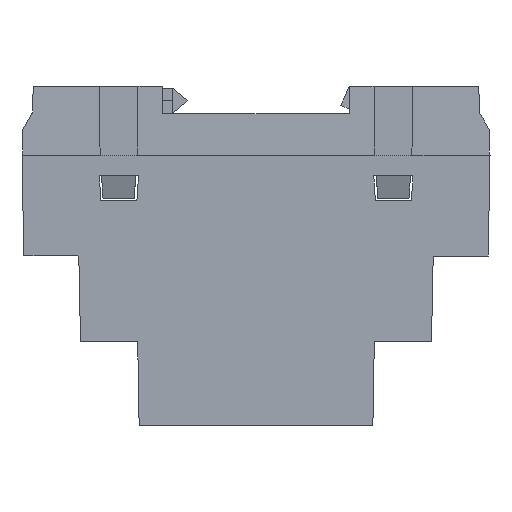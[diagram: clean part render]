
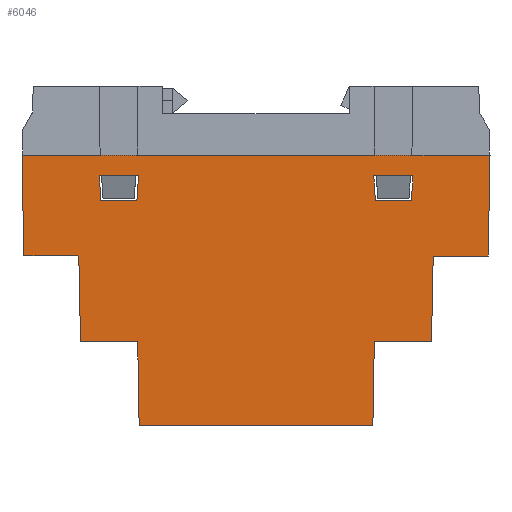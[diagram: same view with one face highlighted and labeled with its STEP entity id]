
A CAD part, front view. The second image highlights one B-rep face of the part: STEP entity #6046.
In plain terms, the highlighted planar face has unit normal (0, -1, -0.017).
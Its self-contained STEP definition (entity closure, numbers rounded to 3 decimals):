
#5875=CARTESIAN_POINT('',(0.,-43.35,-26.075));
#5876=DIRECTION('',(0.,-1.,-0.017));
#5877=DIRECTION('',(0.,0.017,-1.));
#5878=AXIS2_PLACEMENT_3D('',#5875,#5876,#5877);
#5879=PLANE('',#5878);
#5880=CARTESIAN_POINT('',(30.25,-43.731,-4.));
#5881=VERTEX_POINT('',#5880);
#5882=CARTESIAN_POINT('',(29.95,-43.649,-8.75));
#5883=VERTEX_POINT('',#5882);
#5884=CARTESIAN_POINT('',(30.25,-43.731,-4.));
#5885=DIRECTION('',(-0.063,0.017,-0.998));
#5886=VECTOR('',#5885,4.76);
#5887=LINE('',#5884,#5886);
#5888=EDGE_CURVE('',#5881,#5883,#5887,.T.);
#5889=ORIENTED_EDGE('',*,*,#5888,.T.);
#5890=CARTESIAN_POINT('',(23.,-43.649,-8.75));
#5891=VERTEX_POINT('',#5890);
#5892=CARTESIAN_POINT('',(29.95,-43.649,-8.75));
#5893=DIRECTION('',(-1.,-0.,-0.));
#5894=VECTOR('',#5893,6.95);
#5895=LINE('',#5892,#5894);
#5896=EDGE_CURVE('',#5883,#5891,#5895,.T.);
#5897=ORIENTED_EDGE('',*,*,#5896,.T.);
#5898=CARTESIAN_POINT('',(22.7,-43.731,-4.));
#5899=VERTEX_POINT('',#5898);
#5900=CARTESIAN_POINT('',(23.,-43.649,-8.75));
#5901=DIRECTION('',(-0.063,-0.017,0.998));
#5902=VECTOR('',#5901,4.76);
#5903=LINE('',#5900,#5902);
#5904=EDGE_CURVE('',#5891,#5899,#5903,.T.);
#5905=ORIENTED_EDGE('',*,*,#5904,.T.);
#5906=CARTESIAN_POINT('',(22.7,-43.731,-4.));
#5907=DIRECTION('',(1.,0.,0.));
#5908=VECTOR('',#5907,7.55);
#5909=LINE('',#5906,#5908);
#5910=EDGE_CURVE('',#5899,#5881,#5909,.T.);
#5911=ORIENTED_EDGE('',*,*,#5910,.T.);
#5912=EDGE_LOOP('',(#5889,#5897,#5905,#5911));
#5913=FACE_BOUND('',#5912,.T.);
#5914=CARTESIAN_POINT('',(-22.65,-43.731,-4.));
#5915=VERTEX_POINT('',#5914);
#5916=CARTESIAN_POINT('',(-22.95,-43.649,-8.75));
#5917=VERTEX_POINT('',#5916);
#5918=CARTESIAN_POINT('',(-22.65,-43.731,-4.));
#5919=DIRECTION('',(-0.063,0.017,-0.998));
#5920=VECTOR('',#5919,4.76);
#5921=LINE('',#5918,#5920);
#5922=EDGE_CURVE('',#5915,#5917,#5921,.T.);
#5923=ORIENTED_EDGE('',*,*,#5922,.T.);
#5924=CARTESIAN_POINT('',(-29.9,-43.649,-8.75));
#5925=VERTEX_POINT('',#5924);
#5926=CARTESIAN_POINT('',(-22.95,-43.649,-8.75));
#5927=DIRECTION('',(-1.,-0.,-0.));
#5928=VECTOR('',#5927,6.95);
#5929=LINE('',#5926,#5928);
#5930=EDGE_CURVE('',#5917,#5925,#5929,.T.);
#5931=ORIENTED_EDGE('',*,*,#5930,.T.);
#5932=CARTESIAN_POINT('',(-30.2,-43.731,-4.));
#5933=VERTEX_POINT('',#5932);
#5934=CARTESIAN_POINT('',(-29.9,-43.649,-8.75));
#5935=DIRECTION('',(-0.063,-0.017,0.998));
#5936=VECTOR('',#5935,4.76);
#5937=LINE('',#5934,#5936);
#5938=EDGE_CURVE('',#5925,#5933,#5937,.T.);
#5939=ORIENTED_EDGE('',*,*,#5938,.T.);
#5940=CARTESIAN_POINT('',(-30.2,-43.731,-4.));
#5941=DIRECTION('',(1.,0.,0.));
#5942=VECTOR('',#5941,7.55);
#5943=LINE('',#5940,#5942);
#5944=EDGE_CURVE('',#5933,#5915,#5943,.T.);
#5945=ORIENTED_EDGE('',*,*,#5944,.T.);
#5946=EDGE_LOOP('',(#5923,#5931,#5939,#5945));
#5947=FACE_BOUND('',#5946,.T.);
#5948=CARTESIAN_POINT('',(22.8,-43.18,-35.95));
#5949=VERTEX_POINT('',#5948);
#5950=CARTESIAN_POINT('',(22.525,-42.9,-52.15));
#5951=VERTEX_POINT('',#5950);
#5952=CARTESIAN_POINT('',(22.8,-43.18,-35.95));
#5953=DIRECTION('',(-0.017,0.017,-1.));
#5954=VECTOR('',#5953,16.205);
#5955=LINE('',#5952,#5954);
#5956=EDGE_CURVE('',#5949,#5951,#5955,.T.);
#5957=ORIENTED_EDGE('',*,*,#5956,.F.);
#5958=CARTESIAN_POINT('',(33.825,-43.18,-35.9));
#5959=VERTEX_POINT('',#5958);
#5960=CARTESIAN_POINT('',(33.825,-43.18,-35.9));
#5961=DIRECTION('',(-1.,0.,-0.005));
#5962=VECTOR('',#5961,11.025);
#5963=LINE('',#5960,#5962);
#5964=EDGE_CURVE('',#5959,#5949,#5963,.T.);
#5965=ORIENTED_EDGE('',*,*,#5964,.F.);
#5966=CARTESIAN_POINT('',(34.15,-43.463,-19.5));
#5967=VERTEX_POINT('',#5966);
#5968=CARTESIAN_POINT('',(34.15,-43.463,-19.5));
#5969=DIRECTION('',(-0.02,0.017,-1.));
#5970=VECTOR('',#5969,16.406);
#5971=LINE('',#5968,#5970);
#5972=EDGE_CURVE('',#5967,#5959,#5971,.T.);
#5973=ORIENTED_EDGE('',*,*,#5972,.F.);
#5974=CARTESIAN_POINT('',(44.75,-43.464,-19.45));
#5975=VERTEX_POINT('',#5974);
#5976=CARTESIAN_POINT('',(44.75,-43.464,-19.45));
#5977=DIRECTION('',(-1.,0.,-0.005));
#5978=VECTOR('',#5977,10.6);
#5979=LINE('',#5976,#5978);
#5980=EDGE_CURVE('',#5975,#5967,#5979,.T.);
#5981=ORIENTED_EDGE('',*,*,#5980,.F.);
#5982=CARTESIAN_POINT('',(45.1,-43.8,0.));
#5983=VERTEX_POINT('',#5982);
#5984=CARTESIAN_POINT('',(45.1,-43.8,0.));
#5985=DIRECTION('',(-0.018,0.017,-1.));
#5986=VECTOR('',#5985,19.456);
#5987=LINE('',#5984,#5986);
#5988=EDGE_CURVE('',#5983,#5975,#5987,.T.);
#5989=ORIENTED_EDGE('',*,*,#5988,.F.);
#5990=CARTESIAN_POINT('',(-45.1,-43.8,-0.));
#5991=VERTEX_POINT('',#5990);
#5992=CARTESIAN_POINT('',(-45.1,-43.8,-0.));
#5993=DIRECTION('',(1.,0.,0.));
#5994=VECTOR('',#5993,90.2);
#5995=LINE('',#5992,#5994);
#5996=EDGE_CURVE('',#5991,#5983,#5995,.T.);
#5997=ORIENTED_EDGE('',*,*,#5996,.F.);
#5998=CARTESIAN_POINT('',(-44.75,-43.465,-19.4));
#5999=VERTEX_POINT('',#5998);
#6000=CARTESIAN_POINT('',(-44.75,-43.465,-19.4));
#6001=DIRECTION('',(-0.018,-0.017,1.));
#6002=VECTOR('',#6001,19.406);
#6003=LINE('',#6000,#6002);
#6004=EDGE_CURVE('',#5999,#5991,#6003,.T.);
#6005=ORIENTED_EDGE('',*,*,#6004,.F.);
#6006=CARTESIAN_POINT('',(-34.15,-43.464,-19.45));
#6007=VERTEX_POINT('',#6006);
#6008=CARTESIAN_POINT('',(-34.15,-43.464,-19.45));
#6009=DIRECTION('',(-1.,0.,0.005));
#6010=VECTOR('',#6009,10.6);
#6011=LINE('',#6008,#6010);
#6012=EDGE_CURVE('',#6007,#5999,#6011,.T.);
#6013=ORIENTED_EDGE('',*,*,#6012,.F.);
#6014=CARTESIAN_POINT('',(-33.825,-43.18,-35.9));
#6015=VERTEX_POINT('',#6014);
#6016=CARTESIAN_POINT('',(-33.825,-43.18,-35.9));
#6017=DIRECTION('',(-0.02,-0.017,1.));
#6018=VECTOR('',#6017,16.456);
#6019=LINE('',#6016,#6018);
#6020=EDGE_CURVE('',#6015,#6007,#6019,.T.);
#6021=ORIENTED_EDGE('',*,*,#6020,.F.);
#6022=CARTESIAN_POINT('',(-22.8,-43.179,-35.995));
#6023=VERTEX_POINT('',#6022);
#6024=CARTESIAN_POINT('',(-22.8,-43.179,-35.995));
#6025=DIRECTION('',(-1.,0.,0.009));
#6026=VECTOR('',#6025,11.025);
#6027=LINE('',#6024,#6026);
#6028=EDGE_CURVE('',#6023,#6015,#6027,.T.);
#6029=ORIENTED_EDGE('',*,*,#6028,.F.);
#6030=CARTESIAN_POINT('',(-22.525,-42.9,-52.15));
#6031=VERTEX_POINT('',#6030);
#6032=CARTESIAN_POINT('',(-22.525,-42.9,-52.15));
#6033=DIRECTION('',(-0.017,-0.017,1.));
#6034=VECTOR('',#6033,16.16);
#6035=LINE('',#6032,#6034);
#6036=EDGE_CURVE('',#6031,#6023,#6035,.T.);
#6037=ORIENTED_EDGE('',*,*,#6036,.F.);
#6038=CARTESIAN_POINT('',(22.525,-42.9,-52.15));
#6039=DIRECTION('',(-1.,-0.,-0.));
#6040=VECTOR('',#6039,45.05);
#6041=LINE('',#6038,#6040);
#6042=EDGE_CURVE('',#5951,#6031,#6041,.T.);
#6043=ORIENTED_EDGE('',*,*,#6042,.F.);
#6044=EDGE_LOOP('',(#5957,#5965,#5973,#5981,#5989,#5997,#6005,#6013,#6021,#6029,#6037,#6043));
#6045=FACE_BOUND('',#6044,.T.);
#6046=ADVANCED_FACE('',(#5913,#5947,#6045),#5879,.T.);
